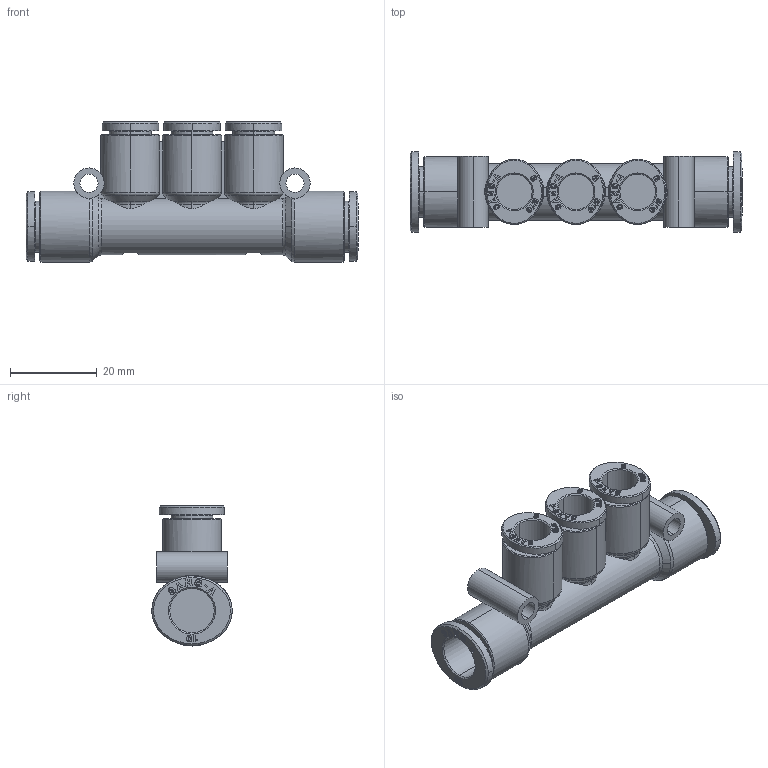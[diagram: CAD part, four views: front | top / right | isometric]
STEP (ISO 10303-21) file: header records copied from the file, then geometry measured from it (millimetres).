
FILE_DESCRIPTION (( 'STEP AP214' ), '1' );
FILE_NAME ('PKG10-08.stp', '2015-08-24T10:24:41', ( '' ), ( '' ), 'SwSTEP 2.0', 'SolidWorks 2015', '' );
FILE_SCHEMA (( 'AUTOMOTIVE_DESIGN' ));
Length unit declared in the file: millimetre
Products named in the file (2): ｦ+ﾃｦ1; PKG10-08
Assembly tree (1 placements, depth 2):
  PKG10-08
    ｦ+ﾃｦ1
Bounding box: 76.4 x 18.5 x 32.25 mm (x, y, z)
Volume: 14747.4 mm3; surface area: 10893.5 mm2
Topology: 1 solids, 1 shells, 2033 faces, 5811 edges, 3867 vertices
Faces by surface type: plane 1791, bspline 116, cylinder 72, cone 43, torus 11
Entity records: 70583 total; most frequent: CARTESIAN_POINT 17413, ORIENTED_EDGE 11622, DIRECTION 9523, EDGE_CURVE 5811, VECTOR 5235, LINE 5235, VERTEX_POINT 3867, AXIS2_PLACEMENT_3D 2144
